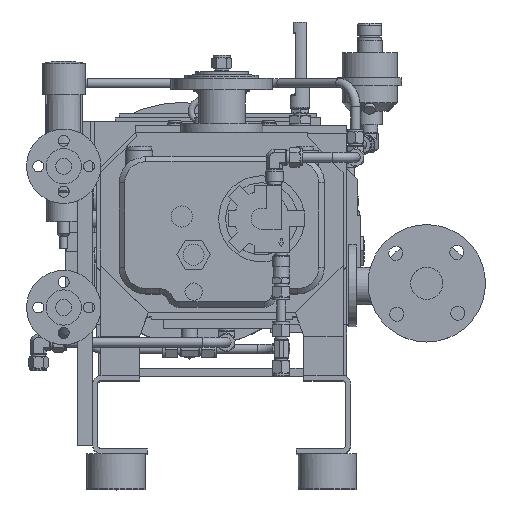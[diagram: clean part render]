
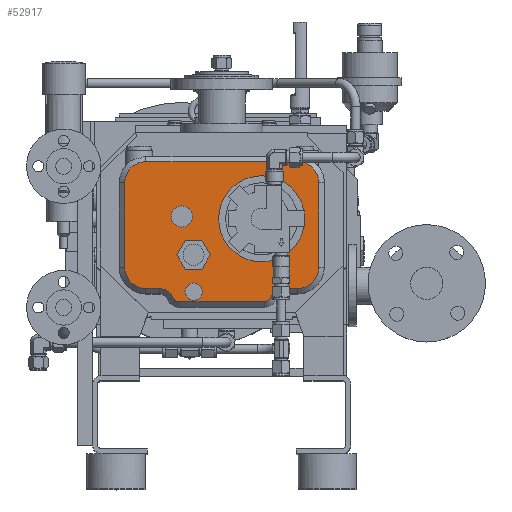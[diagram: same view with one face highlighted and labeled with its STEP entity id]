
A CAD part, top view. The second image highlights one B-rep face of the part: STEP entity #52917.
In plain terms, the highlighted planar face has unit normal (0, 0, 1).
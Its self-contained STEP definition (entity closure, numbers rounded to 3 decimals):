
#51170=CARTESIAN_POINT('',(-52.539,-64.5,491.892));
#51171=VERTEX_POINT('',#51170);
#51178=CARTESIAN_POINT('',(-31.177,-64.5,491.892));
#51179=VERTEX_POINT('',#51178);
#51180=CARTESIAN_POINT('',(-31.177,-64.5,491.892));
#51181=DIRECTION('',(-1.0,0.0,0.0));
#51182=VECTOR('',#51181,21.362);
#51183=LINE('',#51180,#51182);
#51184=EDGE_CURVE('',#51179,#51171,#51183,.T.);
#51201=CARTESIAN_POINT('',(-63.22,-46.,491.892));
#51202=VERTEX_POINT('',#51201);
#51209=CARTESIAN_POINT('',(-52.539,-64.5,491.892));
#51210=DIRECTION('',(-0.5,0.866,0.0));
#51211=VECTOR('',#51210,21.362);
#51212=LINE('',#51209,#51211);
#51213=EDGE_CURVE('',#51171,#51202,#51212,.T.);
#51227=CARTESIAN_POINT('',(-52.539,-27.5,491.892));
#51228=VERTEX_POINT('',#51227);
#51235=CARTESIAN_POINT('',(-63.22,-46.,491.892));
#51236=DIRECTION('',(0.5,0.866,0.0));
#51237=VECTOR('',#51236,21.362);
#51238=LINE('',#51235,#51237);
#51239=EDGE_CURVE('',#51202,#51228,#51238,.T.);
#51251=CARTESIAN_POINT('',(-31.177,-27.5,491.892));
#51252=VERTEX_POINT('',#51251);
#51259=CARTESIAN_POINT('',(-52.539,-27.5,491.892));
#51260=DIRECTION('',(1.0,0.0,0.0));
#51261=VECTOR('',#51260,21.362);
#51262=LINE('',#51259,#51261);
#51263=EDGE_CURVE('',#51228,#51252,#51262,.T.);
#51275=CARTESIAN_POINT('',(-20.496,-46.,491.892));
#51276=VERTEX_POINT('',#51275);
#51283=CARTESIAN_POINT('',(-31.177,-27.5,491.892));
#51284=DIRECTION('',(0.5,-0.866,0.0));
#51285=VECTOR('',#51284,21.362);
#51286=LINE('',#51283,#51285);
#51287=EDGE_CURVE('',#51252,#51276,#51286,.T.);
#51300=CARTESIAN_POINT('',(-20.496,-46.,491.892));
#51301=DIRECTION('',(-0.5,-0.866,0.0));
#51302=VECTOR('',#51301,21.362);
#51303=LINE('',#51300,#51302);
#51304=EDGE_CURVE('',#51276,#51179,#51303,.T.);
#51317=CARTESIAN_POINT('',(45.142,55.,491.892));
#51318=VERTEX_POINT('',#51317);
#51319=CARTESIAN_POINT('',(45.142,0.,491.892));
#51320=DIRECTION('',(0.0,0.,-1.0));
#51321=DIRECTION('',(0.0,1.0,0.));
#51322=AXIS2_PLACEMENT_3D('',#51319,#51320,#51321);
#51323=CIRCLE('',#51322,55.);
#51324=EDGE_CURVE('',#51318,#51318,#51323,.T.);
#51337=CARTESIAN_POINT('',(-30.858,-93.,491.892));
#51338=VERTEX_POINT('',#51337);
#51339=CARTESIAN_POINT('',(-41.858,-93.,491.892));
#51340=DIRECTION('',(0.,0.0,-1.0));
#51341=DIRECTION('',(-1.0,0.0,0.));
#51342=AXIS2_PLACEMENT_3D('',#51339,#51340,#51341);
#51343=CIRCLE('',#51342,11.);
#51344=EDGE_CURVE('',#51338,#51338,#51343,.T.);
#51357=CARTESIAN_POINT('',(-56.858,16.5,491.892));
#51358=VERTEX_POINT('',#51357);
#51359=CARTESIAN_POINT('',(-56.858,3.,491.892));
#51360=DIRECTION('',(0.0,0.,-1.0));
#51361=DIRECTION('',(0.0,1.0,0.));
#51362=AXIS2_PLACEMENT_3D('',#51359,#51360,#51361);
#51363=CIRCLE('',#51362,13.5);
#51364=EDGE_CURVE('',#51358,#51358,#51363,.T.);
#52773=CARTESIAN_POINT('',(-143.408,84.825,491.892));
#52774=DIRECTION('',(0.0,0.0,1.0));
#52775=DIRECTION('',(1.0,0.0,0.0));
#52776=AXIS2_PLACEMENT_3D('',#52773,#52774,#52775);
#52777=PLANE('',#52776);
#52778=CARTESIAN_POINT('',(91.142,-89.,491.892));
#52779=VERTEX_POINT('',#52778);
#52780=CARTESIAN_POINT('',(74.142,-89.,491.892));
#52781=VERTEX_POINT('',#52780);
#52782=CARTESIAN_POINT('',(91.142,-89.,491.892));
#52783=DIRECTION('',(-1.0,0.0,0.0));
#52784=VECTOR('',#52783,17.);
#52785=LINE('',#52782,#52784);
#52786=EDGE_CURVE('',#52779,#52781,#52785,.T.);
#52787=ORIENTED_EDGE('',*,*,#52786,.F.);
#52788=CARTESIAN_POINT('',(118.142,-62.,491.892));
#52789=VERTEX_POINT('',#52788);
#52790=CARTESIAN_POINT('',(91.142,-62.,491.892));
#52791=DIRECTION('',(0.0,0.0,-1.0));
#52792=DIRECTION('',(0.0,1.0,0.0));
#52793=AXIS2_PLACEMENT_3D('',#52790,#52791,#52792);
#52794=CIRCLE('',#52793,27.);
#52795=EDGE_CURVE('',#52789,#52779,#52794,.T.);
#52796=ORIENTED_EDGE('',*,*,#52795,.F.);
#52797=CARTESIAN_POINT('',(118.142,46.,491.892));
#52798=VERTEX_POINT('',#52797);
#52799=CARTESIAN_POINT('',(118.142,46.,491.892));
#52800=DIRECTION('',(0.0,-1.0,0.0));
#52801=VECTOR('',#52800,108.);
#52802=LINE('',#52799,#52801);
#52803=EDGE_CURVE('',#52798,#52789,#52802,.T.);
#52804=ORIENTED_EDGE('',*,*,#52803,.F.);
#52805=CARTESIAN_POINT('',(91.142,73.,491.892));
#52806=VERTEX_POINT('',#52805);
#52807=CARTESIAN_POINT('',(91.142,46.,491.892));
#52808=DIRECTION('',(0.0,0.0,-1.0));
#52809=DIRECTION('',(0.0,1.0,0.0));
#52810=AXIS2_PLACEMENT_3D('',#52807,#52808,#52809);
#52811=CIRCLE('',#52810,27.);
#52812=EDGE_CURVE('',#52806,#52798,#52811,.T.);
#52813=ORIENTED_EDGE('',*,*,#52812,.F.);
#52814=CARTESIAN_POINT('',(-102.858,73.,491.892));
#52815=VERTEX_POINT('',#52814);
#52816=CARTESIAN_POINT('',(-102.858,73.,491.892));
#52817=DIRECTION('',(1.0,0.0,0.0));
#52818=VECTOR('',#52817,194.);
#52819=LINE('',#52816,#52818);
#52820=EDGE_CURVE('',#52815,#52806,#52819,.T.);
#52821=ORIENTED_EDGE('',*,*,#52820,.F.);
#52822=CARTESIAN_POINT('',(-129.858,46.,491.892));
#52823=VERTEX_POINT('',#52822);
#52824=CARTESIAN_POINT('',(-102.858,46.,491.892));
#52825=DIRECTION('',(0.0,0.0,-1.0));
#52826=DIRECTION('',(-1.0,0.0,0.0));
#52827=AXIS2_PLACEMENT_3D('',#52824,#52825,#52826);
#52828=CIRCLE('',#52827,27.);
#52829=EDGE_CURVE('',#52823,#52815,#52828,.T.);
#52830=ORIENTED_EDGE('',*,*,#52829,.F.);
#52831=CARTESIAN_POINT('',(-129.858,-62.,491.892));
#52832=VERTEX_POINT('',#52831);
#52833=CARTESIAN_POINT('',(-129.858,-62.,491.892));
#52834=DIRECTION('',(0.0,1.0,0.0));
#52835=VECTOR('',#52834,108.);
#52836=LINE('',#52833,#52835);
#52837=EDGE_CURVE('',#52832,#52823,#52836,.T.);
#52838=ORIENTED_EDGE('',*,*,#52837,.F.);
#52839=CARTESIAN_POINT('',(-102.858,-89.,491.892));
#52840=VERTEX_POINT('',#52839);
#52841=CARTESIAN_POINT('',(-102.858,-62.,491.892));
#52842=DIRECTION('',(0.0,0.0,-1.0));
#52843=DIRECTION('',(0.0,1.0,0.0));
#52844=AXIS2_PLACEMENT_3D('',#52841,#52842,#52843);
#52845=CIRCLE('',#52844,27.);
#52846=EDGE_CURVE('',#52840,#52832,#52845,.T.);
#52847=ORIENTED_EDGE('',*,*,#52846,.F.);
#52848=CARTESIAN_POINT('',(-85.858,-89.,491.892));
#52849=VERTEX_POINT('',#52848);
#52850=CARTESIAN_POINT('',(-85.858,-89.,491.892));
#52851=DIRECTION('',(-1.0,0.0,0.0));
#52852=VECTOR('',#52851,17.);
#52853=LINE('',#52850,#52852);
#52854=EDGE_CURVE('',#52849,#52840,#52853,.T.);
#52855=ORIENTED_EDGE('',*,*,#52854,.F.);
#52856=CARTESIAN_POINT('',(-68.209,-100.963,491.892));
#52857=VERTEX_POINT('',#52856);
#52858=CARTESIAN_POINT('',(-85.858,-108.,491.892));
#52859=DIRECTION('',(0.,0.,1.0));
#52860=DIRECTION('',(0.,-1.0,0.));
#52861=AXIS2_PLACEMENT_3D('',#52858,#52859,#52860);
#52862=CIRCLE('',#52861,19.);
#52863=EDGE_CURVE('',#52857,#52849,#52862,.T.);
#52864=ORIENTED_EDGE('',*,*,#52863,.F.);
#52865=CARTESIAN_POINT('',(-60.778,-106.,491.892));
#52866=VERTEX_POINT('',#52865);
#52867=CARTESIAN_POINT('',(-60.778,-98.,491.892));
#52868=DIRECTION('',(0.,0.,-1.0));
#52869=DIRECTION('',(0.,1.0,0.));
#52870=AXIS2_PLACEMENT_3D('',#52867,#52868,#52869);
#52871=CIRCLE('',#52870,8.);
#52872=EDGE_CURVE('',#52866,#52857,#52871,.T.);
#52873=ORIENTED_EDGE('',*,*,#52872,.F.);
#52874=CARTESIAN_POINT('',(49.062,-106.,491.892));
#52875=VERTEX_POINT('',#52874);
#52876=CARTESIAN_POINT('',(49.062,-106.,491.892));
#52877=DIRECTION('',(-1.0,0.0,0.0));
#52878=VECTOR('',#52877,109.84);
#52879=LINE('',#52876,#52878);
#52880=EDGE_CURVE('',#52875,#52866,#52879,.T.);
#52881=ORIENTED_EDGE('',*,*,#52880,.F.);
#52882=CARTESIAN_POINT('',(56.493,-100.963,491.892));
#52883=VERTEX_POINT('',#52882);
#52884=CARTESIAN_POINT('',(49.062,-98.,491.892));
#52885=DIRECTION('',(0.,0.,-1.0));
#52886=DIRECTION('',(0.,1.0,0.));
#52887=AXIS2_PLACEMENT_3D('',#52884,#52885,#52886);
#52888=CIRCLE('',#52887,8.);
#52889=EDGE_CURVE('',#52883,#52875,#52888,.T.);
#52890=ORIENTED_EDGE('',*,*,#52889,.F.);
#52891=CARTESIAN_POINT('',(74.142,-108.,491.892));
#52892=DIRECTION('',(0.,0.,1.0));
#52893=DIRECTION('',(0.,-1.0,0.));
#52894=AXIS2_PLACEMENT_3D('',#52891,#52892,#52893);
#52895=CIRCLE('',#52894,19.);
#52896=EDGE_CURVE('',#52781,#52883,#52895,.T.);
#52897=ORIENTED_EDGE('',*,*,#52896,.F.);
#52898=EDGE_LOOP('',(#52787,#52796,#52804,#52813,#52821,#52830,#52838,#52847,#52855,#52864,#52873,#52881,#52890,#52897));
#52899=FACE_OUTER_BOUND('',#52898,.T.);
#52900=ORIENTED_EDGE('',*,*,#51364,.T.);
#52901=EDGE_LOOP('',(#52900));
#52902=FACE_BOUND('',#52901,.T.);
#52903=ORIENTED_EDGE('',*,*,#51344,.T.);
#52904=EDGE_LOOP('',(#52903));
#52905=FACE_BOUND('',#52904,.T.);
#52906=ORIENTED_EDGE('',*,*,#51324,.T.);
#52907=EDGE_LOOP('',(#52906));
#52908=FACE_BOUND('',#52907,.T.);
#52909=ORIENTED_EDGE('',*,*,#51304,.T.);
#52910=ORIENTED_EDGE('',*,*,#51184,.T.);
#52911=ORIENTED_EDGE('',*,*,#51213,.T.);
#52912=ORIENTED_EDGE('',*,*,#51239,.T.);
#52913=ORIENTED_EDGE('',*,*,#51263,.T.);
#52914=ORIENTED_EDGE('',*,*,#51287,.T.);
#52915=EDGE_LOOP('',(#52909,#52910,#52911,#52912,#52913,#52914));
#52916=FACE_BOUND('',#52915,.T.);
#52917=ADVANCED_FACE('',(#52899,#52902,#52905,#52908,#52916),#52777,.T.);
